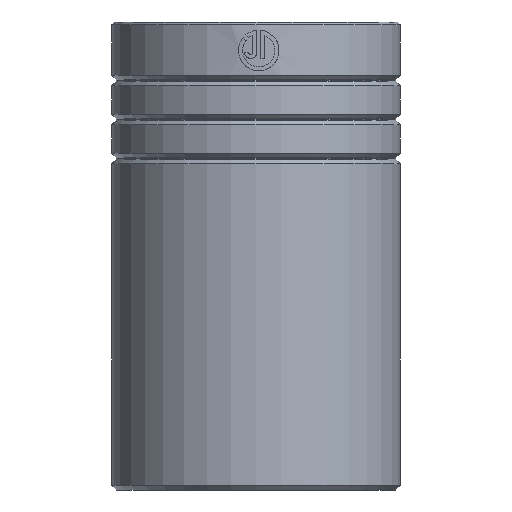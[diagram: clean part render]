
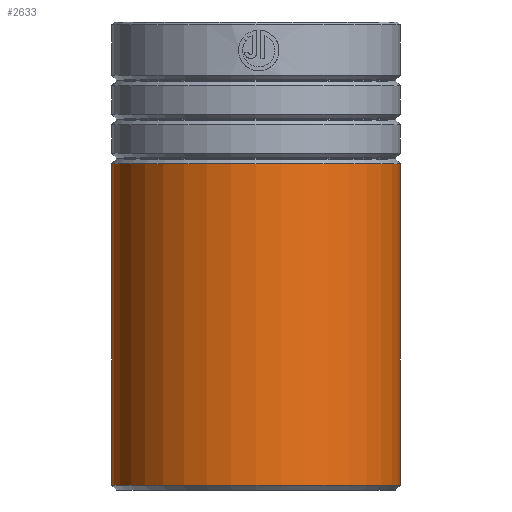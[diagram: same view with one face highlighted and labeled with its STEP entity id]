
A CAD part, front view. The second image highlights one B-rep face of the part: STEP entity #2633.
In plain terms, the highlighted cylindrical face has radius 37 mm (diameter 74 mm), a partial arc.
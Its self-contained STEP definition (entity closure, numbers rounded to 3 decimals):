
#31 = AXIS2_PLACEMENT_3D ( 'NONE', #2110, #1698, #896 ) ;
#163 = LINE ( 'NONE', #342, #560 ) ;
#227 = VERTEX_POINT ( 'NONE', #317 ) ;
#309 = ORIENTED_EDGE ( 'NONE', *, *, #2517, .T. ) ;
#317 = CARTESIAN_POINT ( 'NONE',  ( 37., 0., 83.717 ) ) ;
#342 = CARTESIAN_POINT ( 'NONE',  ( 37., 0., 120. ) ) ;
#399 = CIRCLE ( 'NONE', #950, 37. ) ;
#400 = EDGE_CURVE ( 'NONE', #227, #1799, #163, .T. ) ;
#547 = EDGE_LOOP ( 'NONE', ( #842, #1441, #2112, #309 ) ) ;
#560 = VECTOR ( 'NONE', #747, 1000. ) ;
#608 = DIRECTION ( 'NONE',  ( 1., 0., 0. ) ) ;
#639 = EDGE_CURVE ( 'NONE', #771, #2012, #1428, .T. ) ;
#682 = FACE_OUTER_BOUND ( 'NONE', #547, .T. ) ;
#747 = DIRECTION ( 'NONE',  ( 0., 0., -1. ) ) ;
#771 = VERTEX_POINT ( 'NONE', #2307 ) ;
#842 = ORIENTED_EDGE ( 'NONE', *, *, #400, .F. ) ;
#880 = DIRECTION ( 'NONE',  ( 0., 0., -1. ) ) ;
#896 = DIRECTION ( 'NONE',  ( -1., 0., 0. ) ) ;
#950 = AXIS2_PLACEMENT_3D ( 'NONE', #1829, #2454, #608 ) ;
#1181 = EDGE_CURVE ( 'NONE', #227, #771, #1888, .T. ) ;
#1253 = AXIS2_PLACEMENT_3D ( 'NONE', #1905, #880, #2328 ) ;
#1418 = VECTOR ( 'NONE', #1646, 1000. ) ;
#1428 = LINE ( 'NONE', #2066, #1418 ) ;
#1441 = ORIENTED_EDGE ( 'NONE', *, *, #1181, .T. ) ;
#1646 = DIRECTION ( 'NONE',  ( 0., 0., -1. ) ) ;
#1698 = DIRECTION ( 'NONE',  ( 0., 0., -1. ) ) ;
#1799 = VERTEX_POINT ( 'NONE', #2425 ) ;
#1829 = CARTESIAN_POINT ( 'NONE',  ( 0., 0., 1.2 ) ) ;
#1888 = CIRCLE ( 'NONE', #31, 37. ) ;
#1893 = CYLINDRICAL_SURFACE ( 'NONE', #1253, 37. ) ;
#1905 = CARTESIAN_POINT ( 'NONE',  ( 0., 0., 120. ) ) ;
#2012 = VERTEX_POINT ( 'NONE', #2337 ) ;
#2066 = CARTESIAN_POINT ( 'NONE',  ( -37., 0., 120. ) ) ;
#2110 = CARTESIAN_POINT ( 'NONE',  ( 0., 0., 83.717 ) ) ;
#2112 = ORIENTED_EDGE ( 'NONE', *, *, #639, .T. ) ;
#2307 = CARTESIAN_POINT ( 'NONE',  ( -37., 0., 83.717 ) ) ;
#2328 = DIRECTION ( 'NONE',  ( -1., 0., 0. ) ) ;
#2337 = CARTESIAN_POINT ( 'NONE',  ( -37., 0., 1.2 ) ) ;
#2425 = CARTESIAN_POINT ( 'NONE',  ( 37., 0., 1.2 ) ) ;
#2454 = DIRECTION ( 'NONE',  ( 0., 0., 1. ) ) ;
#2517 = EDGE_CURVE ( 'NONE', #2012, #1799, #399, .T. ) ;
#2633 = ADVANCED_FACE ( 'NONE', ( #682 ), #1893, .T. ) ;
